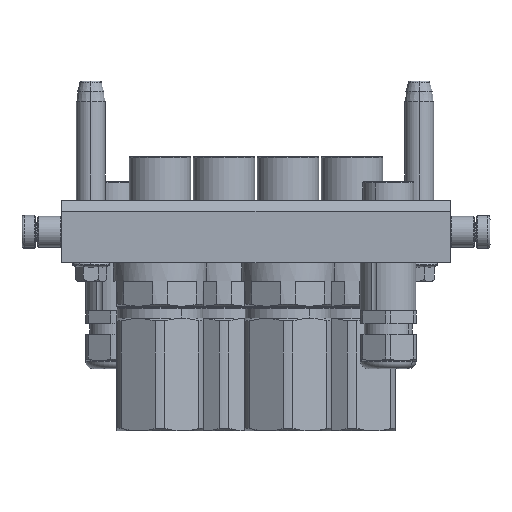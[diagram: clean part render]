
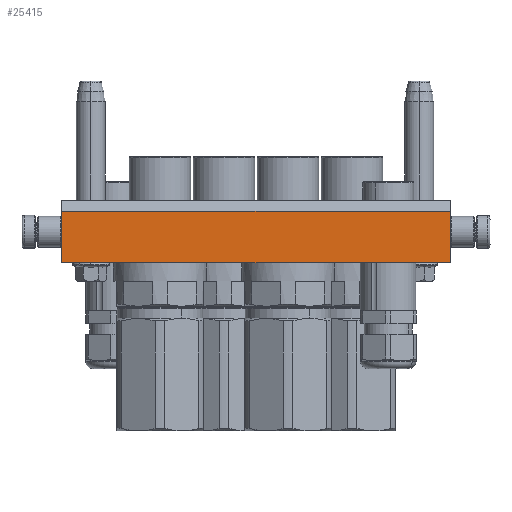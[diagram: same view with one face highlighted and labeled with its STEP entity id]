
A CAD part, left-side view. The second image highlights one B-rep face of the part: STEP entity #25415.
In plain terms, the highlighted face is planar.
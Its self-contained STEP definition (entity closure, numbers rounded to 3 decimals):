
#1200 = VECTOR ( 'NONE', #36674, 1000. ) ;
#1886 = AXIS2_PLACEMENT_3D ( 'NONE', #6710, #32541, #29114 ) ;
#2005 = CARTESIAN_POINT ( 'NONE',  ( 94., -10., -45. ) ) ;
#4338 = LINE ( 'NONE', #33377, #11815 ) ;
#5719 = CARTESIAN_POINT ( 'NONE',  ( 94., 15., -45. ) ) ;
#6710 = CARTESIAN_POINT ( 'NONE',  ( 94., -15., -45. ) ) ;
#8787 = EDGE_CURVE ( 'NONE', #39029, #29686, #21657, .T. ) ;
#9620 = ORIENTED_EDGE ( 'NONE', *, *, #22930, .F. ) ;
#11815 = VECTOR ( 'NONE', #33993, 1000. ) ;
#14705 = CARTESIAN_POINT ( 'NONE',  ( 94., 15., -45. ) ) ;
#15139 = CARTESIAN_POINT ( 'NONE',  ( -94., 15., -45. ) ) ;
#16649 = CARTESIAN_POINT ( 'NONE',  ( 94., -10., -45. ) ) ;
#19672 = LINE ( 'NONE', #5719, #1200 ) ;
#19971 = EDGE_LOOP ( 'NONE', ( #22885, #26198, #9620, #26131 ) ) ;
#21398 = PLANE ( 'NONE',  #1886 ) ;
#21657 = LINE ( 'NONE', #46993, #25657 ) ;
#22885 = ORIENTED_EDGE ( 'NONE', *, *, #8787, .T. ) ;
#22930 = EDGE_CURVE ( 'NONE', #27314, #23114, #37946, .T. ) ;
#23114 = VERTEX_POINT ( 'NONE', #14705 ) ;
#25415 = ADVANCED_FACE ( 'NONE', ( #41815 ), #21398, .T. ) ;
#25657 = VECTOR ( 'NONE', #35678, 1000. ) ;
#26131 = ORIENTED_EDGE ( 'NONE', *, *, #36500, .F. ) ;
#26198 = ORIENTED_EDGE ( 'NONE', *, *, #38247, .F. ) ;
#27314 = VERTEX_POINT ( 'NONE', #2005 ) ;
#29114 = DIRECTION ( 'NONE',  ( -1., 0., 0. ) ) ;
#29686 = VERTEX_POINT ( 'NONE', #15139 ) ;
#30126 = CARTESIAN_POINT ( 'NONE',  ( -94., -10., -45. ) ) ;
#31504 = DIRECTION ( 'NONE',  ( 0., 1., 0. ) ) ;
#32541 = DIRECTION ( 'NONE',  ( 0., 0., -1. ) ) ;
#33377 = CARTESIAN_POINT ( 'NONE',  ( -94., -10., -45. ) ) ;
#33993 = DIRECTION ( 'NONE',  ( 1., 0., 0. ) ) ;
#35678 = DIRECTION ( 'NONE',  ( 0., 1., 0. ) ) ;
#36500 = EDGE_CURVE ( 'NONE', #39029, #27314, #4338, .T. ) ;
#36674 = DIRECTION ( 'NONE',  ( -1., 0., 0. ) ) ;
#37946 = LINE ( 'NONE', #16649, #41431 ) ;
#38247 = EDGE_CURVE ( 'NONE', #23114, #29686, #19672, .T. ) ;
#39029 = VERTEX_POINT ( 'NONE', #30126 ) ;
#41431 = VECTOR ( 'NONE', #31504, 1000. ) ;
#41815 = FACE_OUTER_BOUND ( 'NONE', #19971, .T. ) ;
#46993 = CARTESIAN_POINT ( 'NONE',  ( -94., -10., -45. ) ) ;
